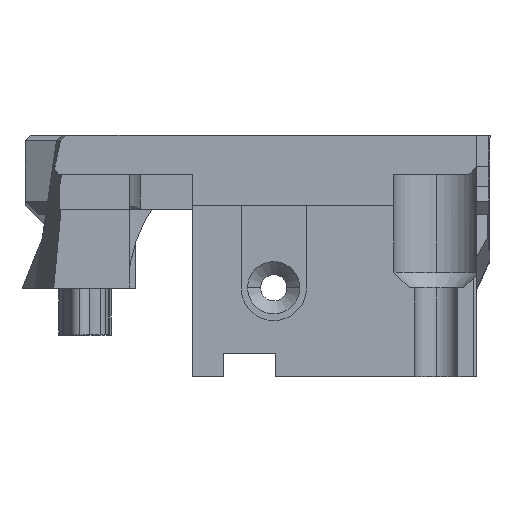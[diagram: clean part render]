
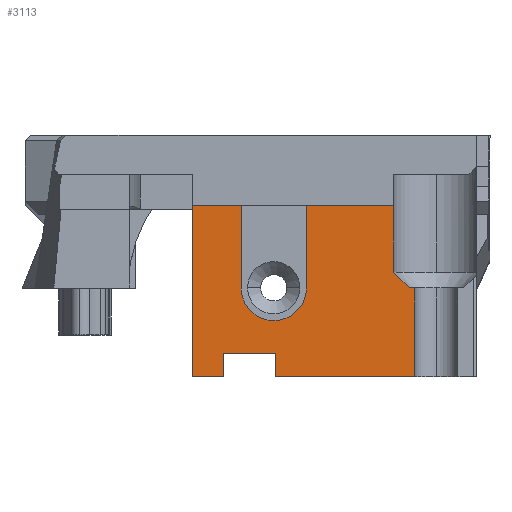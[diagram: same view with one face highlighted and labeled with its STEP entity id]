
A CAD part, top view. The second image highlights one B-rep face of the part: STEP entity #3113.
In plain terms, the highlighted planar face has unit normal (0, 0, 1).
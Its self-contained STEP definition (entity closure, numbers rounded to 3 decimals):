
#30 = DIRECTION ( 'NONE',  ( 0., 1., 0. ) ) ;
#36 = VERTEX_POINT ( 'NONE', #7650 ) ;
#66 = CARTESIAN_POINT ( 'NONE',  ( -2.619, -6.8, 52.573 ) ) ;
#450 = DIRECTION ( 'NONE',  ( 1., 0., 0. ) ) ;
#458 = DIRECTION ( 'NONE',  ( 0., 0., 1. ) ) ;
#646 = LINE ( 'NONE', #6361, #5464 ) ;
#757 = LINE ( 'NONE', #8601, #4007 ) ;
#783 = CARTESIAN_POINT ( 'NONE',  ( 7.193, 0.398, 52.573 ) ) ;
#807 = DIRECTION ( 'NONE',  ( 0., 1., 0. ) ) ;
#892 = VECTOR ( 'NONE', #2211, 1000. ) ;
#1090 = LINE ( 'NONE', #2634, #8033 ) ;
#1201 = DIRECTION ( 'NONE',  ( 0., -1., 0. ) ) ;
#1240 = DIRECTION ( 'NONE',  ( -1., 0., 0. ) ) ;
#1268 = EDGE_CURVE ( 'NONE', #8096, #3552, #1090, .T. ) ;
#1286 = CIRCLE ( 'NONE', #2923, 2.5 ) ;
#1332 = CARTESIAN_POINT ( 'NONE',  ( -2.619, -5., 52.573 ) ) ;
#1349 = VECTOR ( 'NONE', #1240, 1000. ) ;
#1423 = DIRECTION ( 'NONE',  ( 0., -1., 0. ) ) ;
#1604 = AXIS2_PLACEMENT_3D ( 'NONE', #7485, #458, #1201 ) ;
#1695 = ORIENTED_EDGE ( 'NONE', *, *, #8390, .F. ) ;
#1761 = CARTESIAN_POINT ( 'NONE',  ( 8.024, -6.8, 52.573 ) ) ;
#1778 = ORIENTED_EDGE ( 'NONE', *, *, #4756, .F. ) ;
#2118 = EDGE_CURVE ( 'NONE', #8096, #5191, #8607, .T. ) ;
#2211 = DIRECTION ( 'NONE',  ( 0., 1., 0. ) ) ;
#2313 = VERTEX_POINT ( 'NONE', #8073 ) ;
#2523 = VECTOR ( 'NONE', #4439, 1000. ) ;
#2582 = CARTESIAN_POINT ( 'NONE',  ( -2.619, -5., 52.573 ) ) ;
#2634 = CARTESIAN_POINT ( 'NONE',  ( 0., -6.8, 52.573 ) ) ;
#2682 = DIRECTION ( 'NONE',  ( 1., 0., 0. ) ) ;
#2787 = EDGE_LOOP ( 'NONE', ( #7250, #7878, #7620, #6650, #5908, #3792, #1695, #3289, #3661, #8644, #5563, #3493, #1778, #5627, #6310 ) ) ;
#2800 = VERTEX_POINT ( 'NONE', #4865 ) ;
#2854 = EDGE_CURVE ( 'NONE', #7149, #8248, #7086, .T. ) ;
#2923 = AXIS2_PLACEMENT_3D ( 'NONE', #5444, #9127, #2682 ) ;
#3065 = VECTOR ( 'NONE', #30, 1000. ) ;
#3068 = FACE_OUTER_BOUND ( 'NONE', #2787, .T. ) ;
#3113 = ADVANCED_FACE ( 'NONE', ( #3068 ), #7629, .T. ) ;
#3226 = VECTOR ( 'NONE', #8797, 1000. ) ;
#3289 = ORIENTED_EDGE ( 'NONE', *, *, #4989, .T. ) ;
#3493 = ORIENTED_EDGE ( 'NONE', *, *, #7584, .F. ) ;
#3552 = VERTEX_POINT ( 'NONE', #1761 ) ;
#3661 = ORIENTED_EDGE ( 'NONE', *, *, #8474, .F. ) ;
#3792 = ORIENTED_EDGE ( 'NONE', *, *, #4200, .F. ) ;
#3901 = LINE ( 'NONE', #7429, #5048 ) ;
#4007 = VECTOR ( 'NONE', #5766, 1000. ) ;
#4170 = EDGE_CURVE ( 'NONE', #8978, #4684, #646, .T. ) ;
#4200 = EDGE_CURVE ( 'NONE', #2800, #6813, #8581, .T. ) ;
#4255 = VECTOR ( 'NONE', #807, 1000. ) ;
#4439 = DIRECTION ( 'NONE',  ( 0., -1., 0. ) ) ;
#4454 = LINE ( 'NONE', #6581, #5026 ) ;
#4643 = DIRECTION ( 'NONE',  ( 1., 0., 0. ) ) ;
#4671 = VERTEX_POINT ( 'NONE', #7430 ) ;
#4684 = VERTEX_POINT ( 'NONE', #5454 ) ;
#4756 = EDGE_CURVE ( 'NONE', #5191, #4781, #7720, .T. ) ;
#4762 = LINE ( 'NONE', #6653, #2523 ) ;
#4781 = VERTEX_POINT ( 'NONE', #8477 ) ;
#4859 = CARTESIAN_POINT ( 'NONE',  ( -0.269, 0., 52.573 ) ) ;
#4865 = CARTESIAN_POINT ( 'NONE',  ( -0.269, 0., 52.573 ) ) ;
#4989 = EDGE_CURVE ( 'NONE', #6244, #4671, #5779, .T. ) ;
#5026 = VECTOR ( 'NONE', #1423, 1000. ) ;
#5041 = CARTESIAN_POINT ( 'NONE',  ( 6.391, 1.195, 52.573 ) ) ;
#5043 = VERTEX_POINT ( 'NONE', #7372 ) ;
#5048 = VECTOR ( 'NONE', #450, 1000. ) ;
#5113 = CARTESIAN_POINT ( 'NONE',  ( 6.391, 6.28, 52.573 ) ) ;
#5191 = VERTEX_POINT ( 'NONE', #2582 ) ;
#5364 = CARTESIAN_POINT ( 'NONE',  ( -9.019, -19.44, 52.573 ) ) ;
#5399 = CARTESIAN_POINT ( 'NONE',  ( 6.391, 1.195, 52.573 ) ) ;
#5444 = CARTESIAN_POINT ( 'NONE',  ( -2.769, 0., 52.573 ) ) ;
#5454 = CARTESIAN_POINT ( 'NONE',  ( -6.619, -6.8, 52.573 ) ) ;
#5464 = VECTOR ( 'NONE', #6409, 1000. ) ;
#5563 = ORIENTED_EDGE ( 'NONE', *, *, #4170, .T. ) ;
#5627 = ORIENTED_EDGE ( 'NONE', *, *, #2118, .F. ) ;
#5724 = CARTESIAN_POINT ( 'NONE',  ( 6.391, 6.28, 52.573 ) ) ;
#5766 = DIRECTION ( 'NONE',  ( 0., 1., 0. ) ) ;
#5779 = LINE ( 'NONE', #8659, #892 ) ;
#5908 = ORIENTED_EDGE ( 'NONE', *, *, #8150, .F. ) ;
#6018 = LINE ( 'NONE', #5364, #6818 ) ;
#6244 = VERTEX_POINT ( 'NONE', #7213 ) ;
#6310 = ORIENTED_EDGE ( 'NONE', *, *, #1268, .T. ) ;
#6361 = CARTESIAN_POINT ( 'NONE',  ( 0., -6.8, 52.573 ) ) ;
#6409 = DIRECTION ( 'NONE',  ( 1., 0., 0. ) ) ;
#6581 = CARTESIAN_POINT ( 'NONE',  ( 8.024, 11.681, 52.573 ) ) ;
#6650 = ORIENTED_EDGE ( 'NONE', *, *, #7426, .T. ) ;
#6653 = CARTESIAN_POINT ( 'NONE',  ( -6.619, -5., 52.573 ) ) ;
#6813 = VERTEX_POINT ( 'NONE', #8236 ) ;
#6818 = VECTOR ( 'NONE', #8192, 1000. ) ;
#6862 = EDGE_CURVE ( 'NONE', #7149, #2313, #3901, .T. ) ;
#7086 = B_SPLINE_CURVE_WITH_KNOTS ( 'NONE', 3,
 ( #8299, #783, #8539, #5041 ),
 .UNSPECIFIED., .F., .F.,
 ( 4, 4 ),
 ( 0., 0.002 ),
 .UNSPECIFIED. ) ;
#7107 = CARTESIAN_POINT ( 'NONE',  ( -6.619, -5., 52.573 ) ) ;
#7149 = VERTEX_POINT ( 'NONE', #8931 ) ;
#7213 = CARTESIAN_POINT ( 'NONE',  ( -5.269, 0., 52.573 ) ) ;
#7250 = ORIENTED_EDGE ( 'NONE', *, *, #8133, .F. ) ;
#7372 = CARTESIAN_POINT ( 'NONE',  ( -9.019, 6.28, 52.573 ) ) ;
#7426 = EDGE_CURVE ( 'NONE', #8248, #36, #757, .T. ) ;
#7429 = CARTESIAN_POINT ( 'NONE',  ( 0., 0., 52.573 ) ) ;
#7430 = CARTESIAN_POINT ( 'NONE',  ( -5.269, 6.28, 52.573 ) ) ;
#7485 = CARTESIAN_POINT ( 'NONE',  ( 1.037, 1.178, 52.573 ) ) ;
#7584 = EDGE_CURVE ( 'NONE', #4781, #4684, #4762, .T. ) ;
#7620 = ORIENTED_EDGE ( 'NONE', *, *, #2854, .T. ) ;
#7629 = PLANE ( 'NONE',  #1604 ) ;
#7650 = CARTESIAN_POINT ( 'NONE',  ( 6.391, 6.28, 52.573 ) ) ;
#7720 = LINE ( 'NONE', #7107, #1349 ) ;
#7875 = EDGE_CURVE ( 'NONE', #8978, #5043, #6018, .T. ) ;
#7878 = ORIENTED_EDGE ( 'NONE', *, *, #6862, .F. ) ;
#8033 = VECTOR ( 'NONE', #4643, 1000. ) ;
#8073 = CARTESIAN_POINT ( 'NONE',  ( 8.024, 0., 52.573 ) ) ;
#8096 = VERTEX_POINT ( 'NONE', #66 ) ;
#8133 = EDGE_CURVE ( 'NONE', #2313, #3552, #4454, .T. ) ;
#8150 = EDGE_CURVE ( 'NONE', #6813, #36, #8660, .T. ) ;
#8192 = DIRECTION ( 'NONE',  ( 0., 1., 0. ) ) ;
#8236 = CARTESIAN_POINT ( 'NONE',  ( -0.269, 6.28, 52.573 ) ) ;
#8248 = VERTEX_POINT ( 'NONE', #5399 ) ;
#8299 = CARTESIAN_POINT ( 'NONE',  ( 7.596, 0., 52.573 ) ) ;
#8390 = EDGE_CURVE ( 'NONE', #6244, #2800, #1286, .T. ) ;
#8474 = EDGE_CURVE ( 'NONE', #5043, #4671, #8693, .T. ) ;
#8477 = CARTESIAN_POINT ( 'NONE',  ( -6.619, -5., 52.573 ) ) ;
#8539 = CARTESIAN_POINT ( 'NONE',  ( 6.792, 0.796, 52.573 ) ) ;
#8581 = LINE ( 'NONE', #4859, #3065 ) ;
#8601 = CARTESIAN_POINT ( 'NONE',  ( 6.391, -6.8, 52.573 ) ) ;
#8607 = LINE ( 'NONE', #1332, #4255 ) ;
#8644 = ORIENTED_EDGE ( 'NONE', *, *, #7875, .F. ) ;
#8648 = DIRECTION ( 'NONE',  ( 1., 0., 0. ) ) ;
#8659 = CARTESIAN_POINT ( 'NONE',  ( -5.269, 0., 52.573 ) ) ;
#8660 = LINE ( 'NONE', #5113, #3226 ) ;
#8693 = LINE ( 'NONE', #5724, #9244 ) ;
#8797 = DIRECTION ( 'NONE',  ( 1., 0., 0. ) ) ;
#8931 = CARTESIAN_POINT ( 'NONE',  ( 7.596, 0., 52.573 ) ) ;
#8978 = VERTEX_POINT ( 'NONE', #9297 ) ;
#9127 = DIRECTION ( 'NONE',  ( 0., 0., 1. ) ) ;
#9244 = VECTOR ( 'NONE', #8648, 1000. ) ;
#9297 = CARTESIAN_POINT ( 'NONE',  ( -9.019, -6.8, 52.573 ) ) ;
